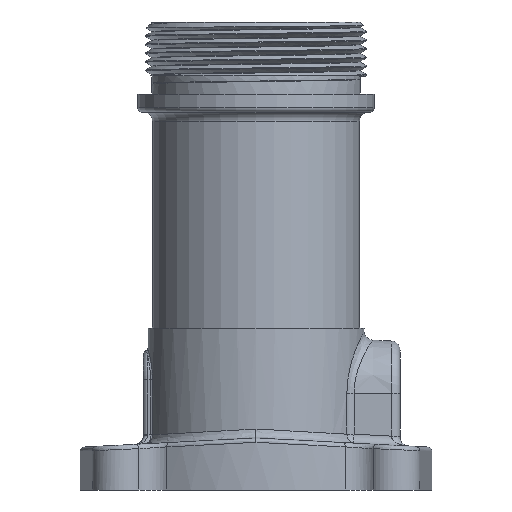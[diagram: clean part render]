
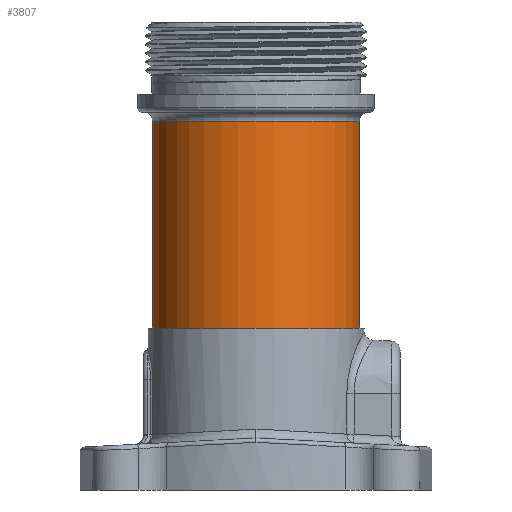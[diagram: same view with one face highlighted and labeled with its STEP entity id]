
A CAD part, left-side view. The second image highlights one B-rep face of the part: STEP entity #3807.
In plain terms, the highlighted cylindrical face has radius 36.513 mm (diameter 73.025 mm), a partial arc.
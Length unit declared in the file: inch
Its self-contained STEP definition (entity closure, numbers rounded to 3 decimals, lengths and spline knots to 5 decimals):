
#314=CARTESIAN_POINT('',(0.,0.,2.34375));
#315=DIRECTION('',(0.,0.,1.));
#316=DIRECTION('',(0.,1.,0.));
#317=AXIS2_PLACEMENT_3D('',#314,#315,#316);
#329=DIRECTION('',(0.,0.,-1.));
#330=VECTOR('',#329,2.874);
#331=CARTESIAN_POINT('',(0.,1.4375,5.21775));
#332=LINE('',#331,#330);
#333=DIRECTION('',(0.,0.,-1.));
#334=VECTOR('',#333,2.874);
#335=CARTESIAN_POINT('',(0.,-1.4375,5.21775));
#336=LINE('',#335,#334);
#342=CARTESIAN_POINT('',(0.,0.,5.21775));
#343=DIRECTION('',(0.,0.,1.));
#344=DIRECTION('',(0.,1.,0.));
#345=AXIS2_PLACEMENT_3D('',#342,#343,#344);
#3124=CARTESIAN_POINT('',(0.,1.4375,5.21775));
#3126=VERTEX_POINT('',#3124);
#3127=CARTESIAN_POINT('',(0.,1.4375,2.34375));
#3128=VERTEX_POINT('',#3127);
#3136=CARTESIAN_POINT('',(0.,-1.4375,5.21775));
#3138=VERTEX_POINT('',#3136);
#3139=CARTESIAN_POINT('',(0.,-1.4375,2.34375));
#3140=VERTEX_POINT('',#3139);
#3795=CARTESIAN_POINT('',(0.,0.,2.11244));
#3796=DIRECTION('',(0.,0.,1.));
#3797=DIRECTION('',(0.,1.,0.));
#3798=AXIS2_PLACEMENT_3D('',#3795,#3796,#3797);
#3799=CYLINDRICAL_SURFACE('',#3798,1.4375);
#3800=ORIENTED_EDGE('',*,*,#3785,.F.);
#3802=ORIENTED_EDGE('',*,*,#3801,.T.);
#3803=ORIENTED_EDGE('',*,*,#3788,.T.);
#3804=ORIENTED_EDGE('',*,*,#3775,.F.);
#3805=EDGE_LOOP('',(#3800,#3802,#3803,#3804));
#3806=FACE_OUTER_BOUND('',#3805,.F.);
#318=CIRCLE('',#317,1.4375);
#346=CIRCLE('',#345,1.4375);
#3775=EDGE_CURVE('',#3128,#3140,#318,.T.);
#3785=EDGE_CURVE('',#3126,#3128,#332,.T.);
#3788=EDGE_CURVE('',#3138,#3140,#336,.T.);
#3801=EDGE_CURVE('',#3126,#3138,#346,.T.);
#3807=ADVANCED_FACE('',(#3806),#3799,.T.);
